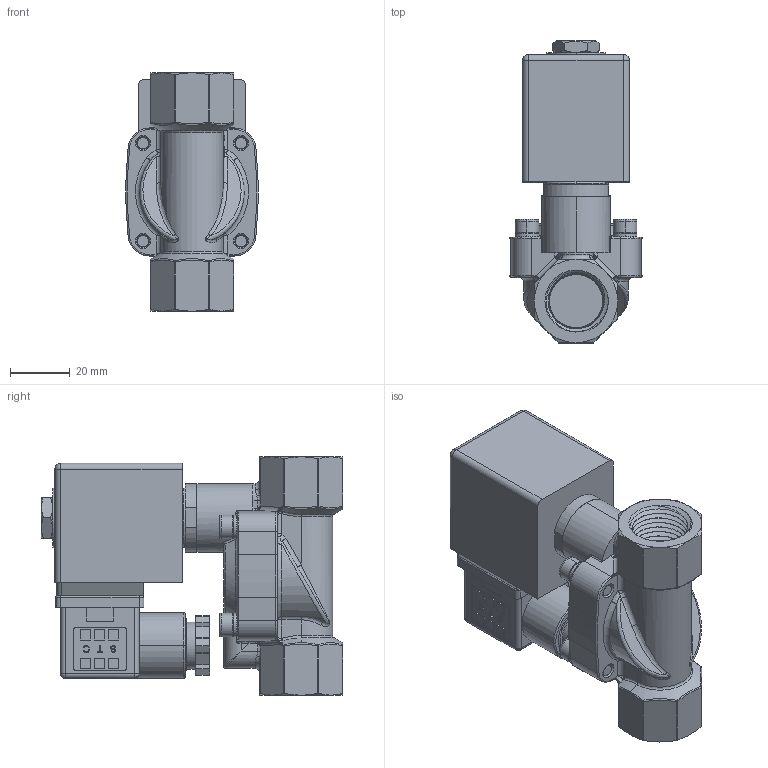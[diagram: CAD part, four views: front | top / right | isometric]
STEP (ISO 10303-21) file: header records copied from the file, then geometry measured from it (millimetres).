
FILE_DESCRIPTION (( 'STEP AP214' ), '1' );
FILE_NAME ('2DS150-1-2.STEP', '2018-10-03T17:01:54', ( '' ), ( '' ), 'SwSTEP 2.0', 'SolidWorks 2016', '' );
FILE_SCHEMA (( 'AUTOMOTIVE_DESIGN' ));
Length unit declared in the file: millimetre
Products named in the file (1): 2DS150-1-2
Bounding box: 44.43 x 101.35 x 80 mm (x, y, z)
Volume: 145762.9 mm3; surface area: 53571.8 mm2
Topology: 22 solids, 22 shells, 1816 faces, 4893 edges, 3137 vertices
Faces by surface type: plane 654, cylinder 629, bspline 251, cone 137, torus 106, sphere 39
Entity records: 130710 total; most frequent: CARTESIAN_POINT 68830, ORIENTED_EDGE 9720, DIRECTION 7085, EDGE_CURVE 4860, VERTEX_POINT 3137, AXIS2_PLACEMENT_3D 2405, VECTOR 2275, LINE 2275
